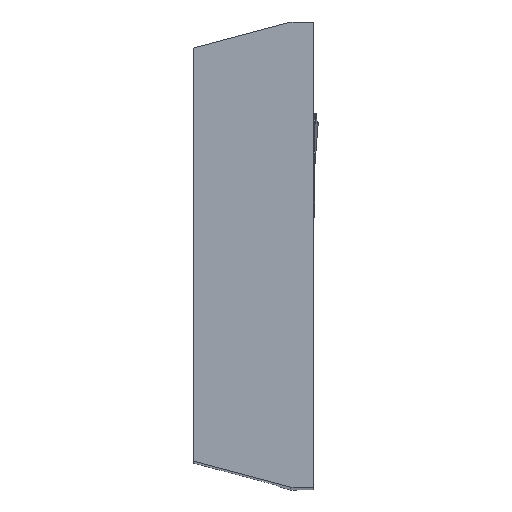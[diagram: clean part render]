
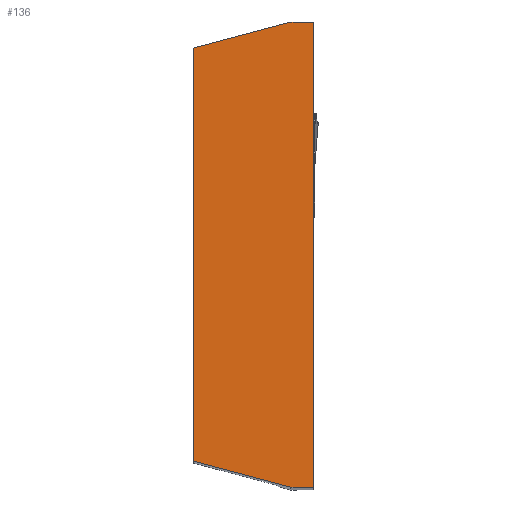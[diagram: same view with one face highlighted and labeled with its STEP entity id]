
A CAD part, top view. The second image highlights one B-rep face of the part: STEP entity #136.
In plain terms, the highlighted planar face has unit normal (0, 0, 1).
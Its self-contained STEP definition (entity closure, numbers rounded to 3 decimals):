
#136=ADVANCED_FACE('CU_SU_BACK',(#250),#208,.F.);
#208=PLANE('',#1610);
#250=FACE_OUTER_BOUND('',#324,.T.);
#324=EDGE_LOOP('',(#769,#770,#771,#772,#773,#774));
#434=LINE('',#2140,#565);
#469=LINE('',#2268,#600);
#470=LINE('',#2270,#601);
#471=LINE('',#2272,#602);
#472=LINE('',#2273,#603);
#473=LINE('',#2275,#604);
#565=VECTOR('',#1726,1.);
#600=VECTOR('',#1815,1.);
#601=VECTOR('',#1818,1.);
#602=VECTOR('',#1819,1.);
#603=VECTOR('',#1820,1.);
#604=VECTOR('',#1821,1.);
#769=ORIENTED_EDGE('',*,*,#1318,.T.);
#770=ORIENTED_EDGE('',*,*,#1319,.T.);
#771=ORIENTED_EDGE('',*,*,#1317,.F.);
#772=ORIENTED_EDGE('',*,*,#1320,.F.);
#773=ORIENTED_EDGE('',*,*,#1321,.F.);
#774=ORIENTED_EDGE('',*,*,#1258,.F.);
#1120=VERTEX_POINT('',#2139);
#1121=VERTEX_POINT('',#2141);
#1173=VERTEX_POINT('',#2265);
#1174=VERTEX_POINT('',#2267);
#1175=VERTEX_POINT('',#2271);
#1176=VERTEX_POINT('',#2274);
#1258=EDGE_CURVE('',#1120,#1121,#434,.T.);
#1317=EDGE_CURVE('',#1174,#1173,#469,.T.);
#1318=EDGE_CURVE('',#1120,#1175,#470,.T.);
#1319=EDGE_CURVE('',#1175,#1173,#471,.T.);
#1320=EDGE_CURVE('',#1176,#1174,#472,.T.);
#1321=EDGE_CURVE('',#1121,#1176,#473,.T.);
#1610=AXIS2_PLACEMENT_3D('',#2276,#1822,#1823);
#1726=DIRECTION('',(0.,-1.,0.));
#1815=DIRECTION('',(0.,1.,0.));
#1818=DIRECTION('',(-1.,0.,0.));
#1819=DIRECTION('',(-0.966,-0.259,0.));
#1820=DIRECTION('',(-0.966,0.259,0.));
#1821=DIRECTION('',(-1.,0.,0.));
#1822=DIRECTION('',(0.,0.,-1.));
#1823=DIRECTION('',(-1.,0.,0.));
#2139=CARTESIAN_POINT('',(0.,31.498,0.));
#2140=CARTESIAN_POINT('',(0.,-8.,0.));
#2141=CARTESIAN_POINT('',(0.,0.402,0.));
#2265=CARTESIAN_POINT('',(-8.,29.756,0.));
#2267=CARTESIAN_POINT('',(-8.,2.144,0.));
#2268=CARTESIAN_POINT('',(-8.,39.9,0.));
#2270=CARTESIAN_POINT('',(0.,31.498,0.));
#2271=CARTESIAN_POINT('',(-1.5,31.498,0.));
#2272=CARTESIAN_POINT('',(-1.5,31.498,0.));
#2273=CARTESIAN_POINT('',(-1.5,0.402,0.));
#2274=CARTESIAN_POINT('',(-1.5,0.402,0.));
#2275=CARTESIAN_POINT('',(0.,0.402,0.));
#2276=CARTESIAN_POINT('',(0.,0.,0.));
